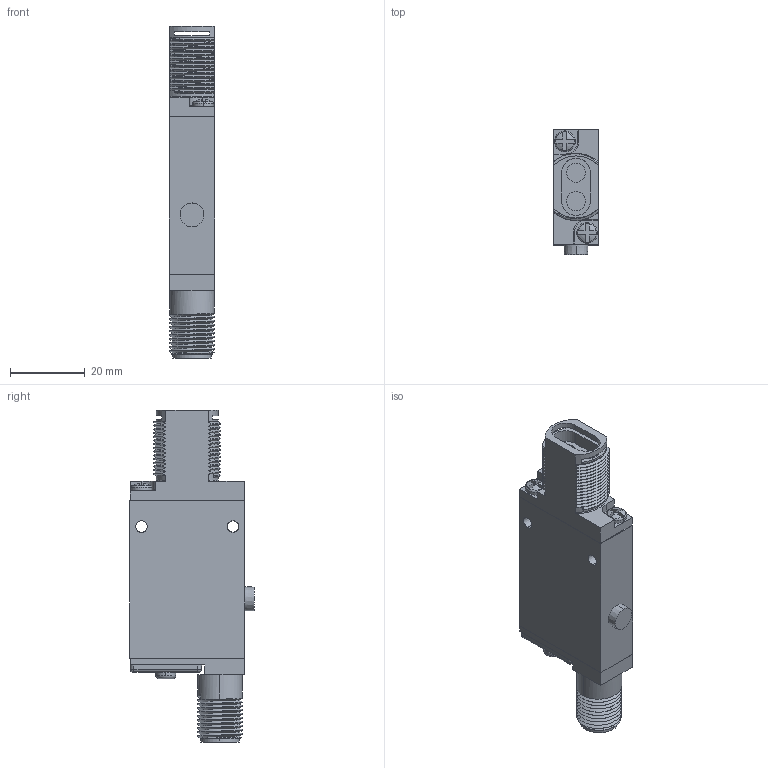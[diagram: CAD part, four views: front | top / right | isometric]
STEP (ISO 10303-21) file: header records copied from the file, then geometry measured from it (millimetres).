
FILE_DESCRIPTION((''),'2;1');
FILE_NAME('154478_SM01_ASM','2025-09-17T10:38:38',('banengservice'),('BANNER ENGINEERING'),'CREO PARAMETRIC BY PTC INC, 2022414','CREO PARAMETRIC BY PTC INC, 2022414','');
FILE_SCHEMA(('CONFIG_CONTROL_DESIGN'));
Length unit declared in the file: millimetre
Products named in the file (2): 154478_EP01; 154478_SM01_ASM
Assembly tree (1 placements, depth 2):
  154478_SM01_ASM
    154478_EP01
Bounding box: 12.04 x 33.32 x 88.63 mm (x, y, z)
Volume: 22885.4 mm3; surface area: 8560.6 mm2
Topology: 1 solids, 1 shells, 335 faces, 914 edges, 596 vertices
Faces by surface type: bspline 117, cylinder 98, plane 87, cone 15, torus 10, sphere 8
Entity records: 21428 total; most frequent: CARTESIAN_POINT 13715, ORIENTED_EDGE 1828, DIRECTION 1219, EDGE_CURVE 914, VERTEX_POINT 596, AXIS2_PLACEMENT_3D 418, VECTOR 383, LINE 383
